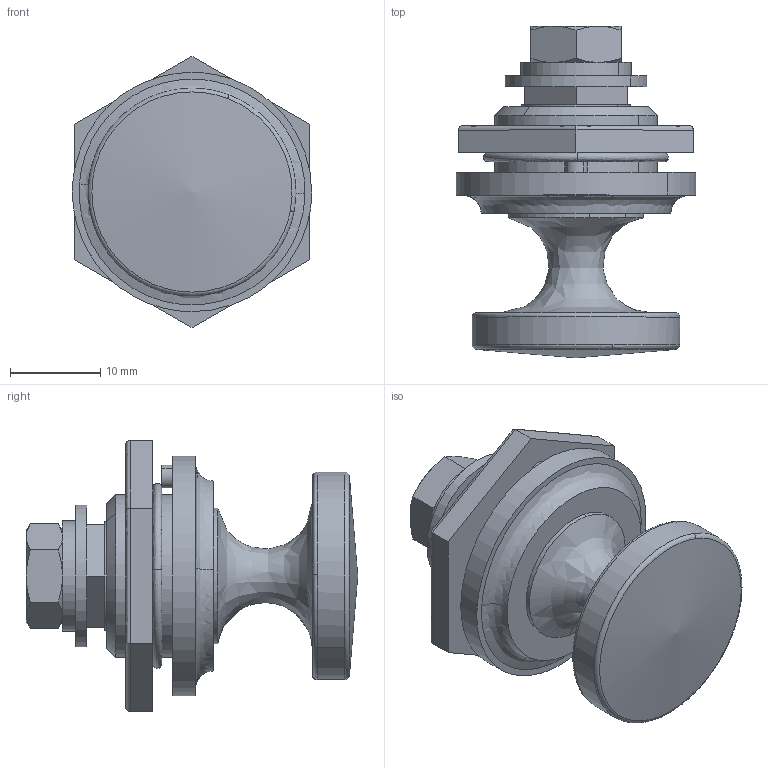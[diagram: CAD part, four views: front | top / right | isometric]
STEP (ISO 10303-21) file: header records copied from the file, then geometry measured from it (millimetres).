
FILE_DESCRIPTION((''),'2;1');
FILE_NAME('','2006-02-22T15:54:53',(''),(''),'','CADfix','');
FILE_SCHEMA(('AUTOMOTIVE_DESIGN'));
Length unit declared in the file: millimetre
Products named in the file (6): konb; body; washer_A; nut; bolt; THA_428_18175_36
Assembly tree (5 placements, depth 2):
  THA_428_18175_36
    konb
    body
    washer_A
    nut
    bolt
Bounding box: 26.5 x 36.7 x 30.02 mm (x, y, z)
Volume: 8189.6 mm3; surface area: 6389.7 mm2
Topology: 5 solids, 5 shells, 105 faces, 377 edges, 293 vertices
Faces by surface type: bspline 105
Entity records: 6628 total; most frequent: CARTESIAN_POINT 4275, ORIENTED_EDGE 754, EDGE_CURVE 377, VERTEX_POINT 293, B_SPLINE_CURVE_WITH_KNOTS 263, EDGE_LOOP 122, QUASI_UNIFORM_CURVE 108, FACE_OUTER_BOUND 105
